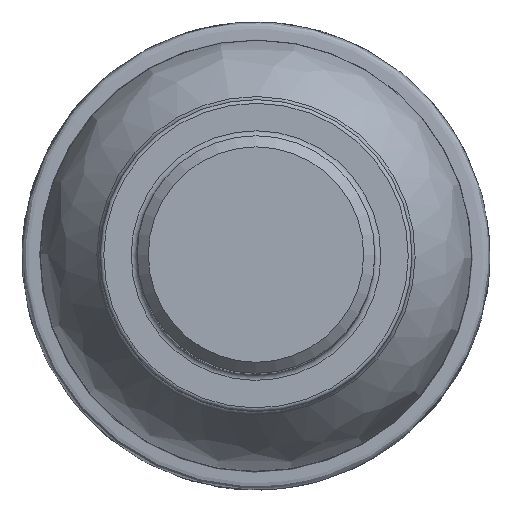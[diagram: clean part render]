
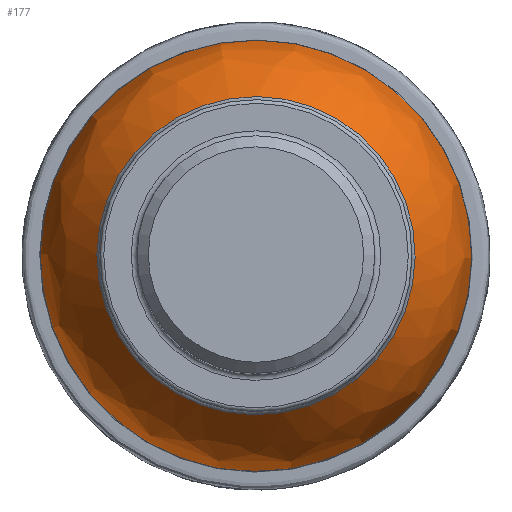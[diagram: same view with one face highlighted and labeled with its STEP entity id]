
A CAD part, top view. The second image highlights one B-rep face of the part: STEP entity #177.
In plain terms, the highlighted face is a revolution surface.
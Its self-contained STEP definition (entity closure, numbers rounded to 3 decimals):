
#98=SURFACE_OF_REVOLUTION('',#100,#99);
#99=AXIS1_PLACEMENT('',#679,#581);
#100=B_SPLINE_CURVE_WITH_KNOTS('',3,(#675,#676,#677,#678),.UNSPECIFIED.,
 .F.,.F.,(4,4),(0.,1.),.UNSPECIFIED.);
#151=FACE_BOUND('',#222,.T.);
#152=FACE_BOUND('',#223,.T.);
#177=ADVANCED_FACE('CN_SU7',(#151,#152),#98,.T.);
#222=EDGE_LOOP('',(#264));
#223=EDGE_LOOP('',(#265));
#264=ORIENTED_EDGE('',*,*,#307,.F.);
#265=ORIENTED_EDGE('',*,*,#314,.T.);
#285=VERTEX_POINT('',#650);
#292=VERTEX_POINT('',#673);
#307=EDGE_CURVE('',#285,#285,#328,.T.);
#314=EDGE_CURVE('',#292,#292,#335,.T.);
#328=CIRCLE('',#462,29.);
#335=CIRCLE('',#478,21.42);
#462=AXIS2_PLACEMENT_3D('',#649,#545,#546);
#478=AXIS2_PLACEMENT_3D('',#672,#577,#578);
#545=DIRECTION('',(0.,0.,-1.));
#546=DIRECTION('',(-0.165,0.986,0.));
#577=DIRECTION('',(0.,0.,-1.));
#578=DIRECTION('',(-0.165,0.986,0.));
#581=DIRECTION('',(0.,0.,-1.));
#649=CARTESIAN_POINT('',(0.,0.,-103.));
#650=CARTESIAN_POINT('',(-4.794,28.601,-103.));
#672=CARTESIAN_POINT('',(0.,0.,
-87.226));
#673=CARTESIAN_POINT('',(-3.541,21.125,-87.226));
#675=CARTESIAN_POINT('',(-21.42,0.,-87.226));
#676=CARTESIAN_POINT('',(-27.061,0.,-94.499));
#677=CARTESIAN_POINT('',(-29.,0.,-97.1));
#678=CARTESIAN_POINT('',(-29.,0.,-103.));
#679=CARTESIAN_POINT('',(0.,0.,
25.671));
